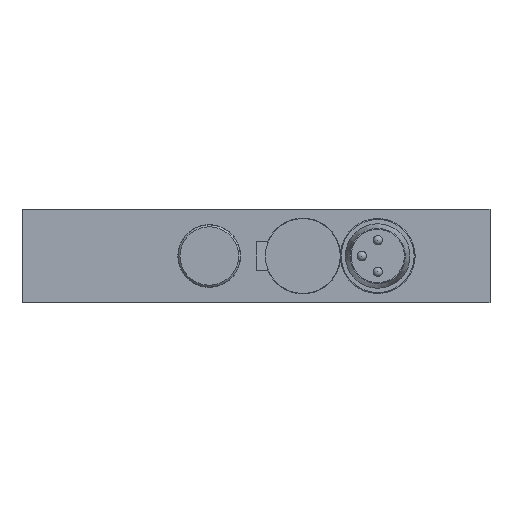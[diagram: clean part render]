
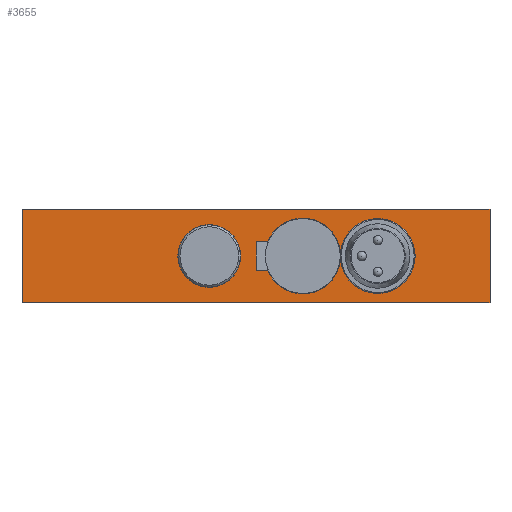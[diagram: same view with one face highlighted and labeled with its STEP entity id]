
A CAD part, front view. The second image highlights one B-rep face of the part: STEP entity #3655.
In plain terms, the highlighted planar face has unit normal (0, -1, 0).
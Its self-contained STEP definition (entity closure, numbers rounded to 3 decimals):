
#174=FACE_BOUND($,#913,.T.);
#175=FACE_BOUND($,#914,.T.);
#176=FACE_BOUND($,#915,.T.);
#318=CIRCLE($,#3931,3.35);
#330=CIRCLE($,#3961,4.05);
#331=CIRCLE($,#3963,2.9);
#648=FACE_OUTER_BOUND($,#912,.T.);
#912=EDGE_LOOP($,(#3022,#3023,#3024,#3025));
#913=EDGE_LOOP($,(#3026,#3027,#3028,#3029));
#914=EDGE_LOOP($,(#3030));
#915=EDGE_LOOP($,(#3031));
#1144=LINE($,#5466,#1410);
#1147=LINE($,#5476,#1413);
#1165=LINE($,#5514,#1431);
#1272=LINE($,#5953,#1538);
#1288=LINE($,#6007,#1554);
#1290=LINE($,#6010,#1556);
#1291=LINE($,#6012,#1557);
#1410=VECTOR($,#4320,3.);
#1413=VECTOR($,#4331,1.238);
#1431=VECTOR($,#4359,50.);
#1538=VECTOR($,#4728,1.238);
#1554=VECTOR($,#4794,50.);
#1556=VECTOR($,#4798,10.);
#1557=VECTOR($,#4801,10.);
#1669=VERTEX_POINT($,#5462);
#1671=VERTEX_POINT($,#5465);
#1674=VERTEX_POINT($,#5475);
#1688=VERTEX_POINT($,#5511);
#1689=VERTEX_POINT($,#5513);
#1804=VERTEX_POINT($,#5896);
#1819=VERTEX_POINT($,#5951);
#1820=VERTEX_POINT($,#5957);
#1831=VERTEX_POINT($,#6004);
#1832=VERTEX_POINT($,#6006);
#2038=EDGE_CURVE($,#1671,#1669,#1144,.T.);
#2043=EDGE_CURVE($,#1674,#1671,#1147,.T.);
#2061=EDGE_CURVE($,#1688,#1689,#1165,.T.);
#2224=EDGE_CURVE($,#1804,#1804,#318,.T.);
#2248=EDGE_CURVE($,#1669,#1819,#1272,.T.);
#2249=EDGE_CURVE($,#1819,#1674,#330,.T.);
#2250=EDGE_CURVE($,#1820,#1820,#331,.T.);
#2269=EDGE_CURVE($,#1832,#1831,#1288,.T.);
#2271=EDGE_CURVE($,#1832,#1688,#1290,.T.);
#2272=EDGE_CURVE($,#1831,#1689,#1291,.T.);
#3022=ORIENTED_EDGE($,*,*,#2269,.T.);
#3023=ORIENTED_EDGE($,*,*,#2272,.T.);
#3024=ORIENTED_EDGE($,*,*,#2061,.F.);
#3025=ORIENTED_EDGE($,*,*,#2271,.F.);
#3026=ORIENTED_EDGE($,*,*,#2248,.T.);
#3027=ORIENTED_EDGE($,*,*,#2249,.T.);
#3028=ORIENTED_EDGE($,*,*,#2043,.T.);
#3029=ORIENTED_EDGE($,*,*,#2038,.T.);
#3030=ORIENTED_EDGE($,*,*,#2250,.T.);
#3031=ORIENTED_EDGE($,*,*,#2224,.T.);
#3497=PLANE($,#3987);
#3655=ADVANCED_FACE($,(#648,#174,#175,#176),#3497,.T.);
#3931=AXIS2_PLACEMENT_3D($,#5897,#4658,#4659);
#3961=AXIS2_PLACEMENT_3D($,#5955,#4731,#4732);
#3963=AXIS2_PLACEMENT_3D($,#5958,#4735,#4736);
#3987=AXIS2_PLACEMENT_3D($,#6013,#4802,#4803);
#4320=DIRECTION($,(0.,0.,1.));
#4331=DIRECTION($,(-1.,0.,0.));
#4359=DIRECTION($,(1.,0.,0.));
#4658=DIRECTION('center_axis',(0.,1.,0.));
#4659=DIRECTION('ref_axis',(1.,0.,0.));
#4728=DIRECTION($,(1.,0.,0.));
#4731=DIRECTION('center_axis',(0.,1.,0.));
#4732=DIRECTION('ref_axis',(1.,0.,0.));
#4735=DIRECTION('center_axis',(0.,1.,0.));
#4736=DIRECTION('ref_axis',(1.,0.,0.));
#4794=DIRECTION($,(1.,0.,0.));
#4798=DIRECTION($,(0.,0.,1.));
#4801=DIRECTION($,(0.,0.,1.));
#4802=DIRECTION('center_axis',(0.,-1.,0.));
#4803=DIRECTION('ref_axis',(1.,0.,0.));
#5462=CARTESIAN_POINT('',(25.,0.,6.5));
#5465=CARTESIAN_POINT('',(25.,0.,3.5));
#5466=CARTESIAN_POINT($,(25.,0.,3.5));
#5475=CARTESIAN_POINT('',(26.238,0.,3.5));
#5476=CARTESIAN_POINT($,(26.238,0.,3.5));
#5511=CARTESIAN_POINT('',(0.,0.,10.));
#5513=CARTESIAN_POINT('',(50.,0.,10.));
#5514=CARTESIAN_POINT($,(0.,0.,10.));
#5896=CARTESIAN_POINT('',(23.35,0.,5.));
#5897=CARTESIAN_POINT('Origin',(20.,0.,5.));
#5951=CARTESIAN_POINT('',(26.238,0.,6.5));
#5953=CARTESIAN_POINT($,(25.,0.,6.5));
#5955=CARTESIAN_POINT('Origin',(30.,0.,5.));
#5957=CARTESIAN_POINT('',(40.9,0.,5.));
#5958=CARTESIAN_POINT('Origin',(38.,0.,5.));
#6004=CARTESIAN_POINT('',(50.,0.,0.));
#6006=CARTESIAN_POINT('',(0.,0.,0.));
#6007=CARTESIAN_POINT($,(0.,0.,0.));
#6010=CARTESIAN_POINT($,(0.,0.,0.));
#6012=CARTESIAN_POINT($,(50.,0.,0.));
#6013=CARTESIAN_POINT('Origin',(0.,0.,0.));
